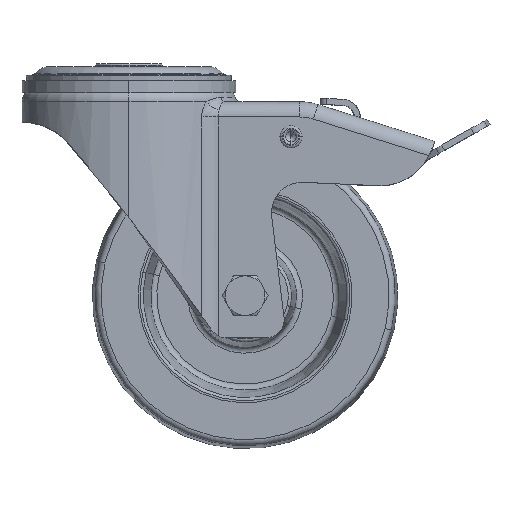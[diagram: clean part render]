
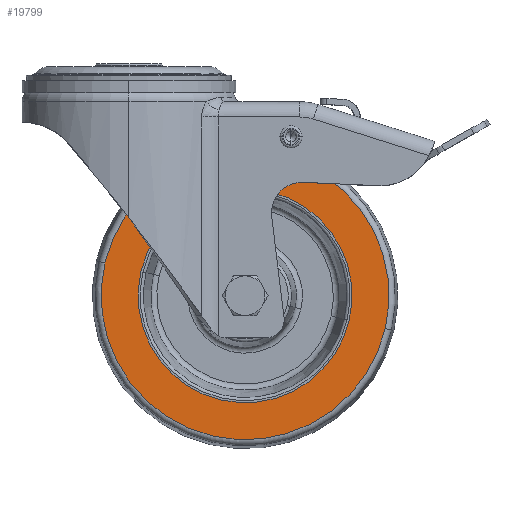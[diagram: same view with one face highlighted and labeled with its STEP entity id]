
A CAD part, top view. The second image highlights one B-rep face of the part: STEP entity #19799.
In plain terms, the highlighted planar face has unit normal (0, 0, 1).
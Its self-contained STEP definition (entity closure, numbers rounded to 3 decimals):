
#925 = CARTESIAN_POINT ( 'NONE',  ( 83.869, -86.733, 18. ) ) ;
#1812 = VERTEX_POINT ( 'NONE', #17588 ) ;
#2258 = DIRECTION ( 'NONE',  ( 0., 0., 1. ) ) ;
#2506 = EDGE_CURVE ( 'NONE', #1812, #16219, #50682, .T. ) ;
#2758 = CARTESIAN_POINT ( 'NONE',  ( 38., -76., 18. ) ) ;
#3653 = CARTESIAN_POINT ( 'NONE',  ( 45.974, -41.921, 18. ) ) ;
#5025 = DIRECTION ( 'NONE',  ( 0.974, -0.228, 0. ) ) ;
#5393 = CARTESIAN_POINT ( 'NONE',  ( -7.869, -65.267, 18. ) ) ;
#5922 = ORIENTED_EDGE ( 'NONE', *, *, #2506, .F. ) ;
#6074 = EDGE_LOOP ( 'NONE', ( #28863, #30895 ) ) ;
#9269 = CIRCLE ( 'NONE', #46431, 47.108 ) ;
#9344 = CARTESIAN_POINT ( 'NONE',  ( 38., -76., 18. ) ) ;
#15006 = AXIS2_PLACEMENT_3D ( 'NONE', #22113, #2258, #41672 ) ;
#15499 = DIRECTION ( 'NONE',  ( -0.974, 0.228, 0. ) ) ;
#16041 = VERTEX_POINT ( 'NONE', #925 ) ;
#16219 = VERTEX_POINT ( 'NONE', #23643 ) ;
#17533 = CIRCLE ( 'NONE', #15006, 35. ) ;
#17588 = CARTESIAN_POINT ( 'NONE',  ( 3.921, -68.026, 18. ) ) ;
#19799 = ADVANCED_FACE ( 'NONE', ( #26133, #42236 ), #22166, .F. ) ;
#20202 = AXIS2_PLACEMENT_3D ( 'NONE', #2758, #50424, #26807 ) ;
#22113 = CARTESIAN_POINT ( 'NONE',  ( 38., -76., 18. ) ) ;
#22166 = PLANE ( 'NONE',  #22355 ) ;
#22355 = AXIS2_PLACEMENT_3D ( 'NONE', #3653, #27427, #15499 ) ;
#23643 = CARTESIAN_POINT ( 'NONE',  ( 72.079, -83.974, 18. ) ) ;
#24330 = DIRECTION ( 'NONE',  ( 0., 0., 1. ) ) ;
#25745 = CIRCLE ( 'NONE', #29226, 47.108 ) ;
#26133 = FACE_BOUND ( 'NONE', #26832, .T. ) ;
#26259 = DIRECTION ( 'NONE',  ( 0., 0., 1. ) ) ;
#26807 = DIRECTION ( 'NONE',  ( 0.974, -0.228, 0. ) ) ;
#26832 = EDGE_LOOP ( 'NONE', ( #39505, #5922 ) ) ;
#27427 = DIRECTION ( 'NONE',  ( 0., 0., -1. ) ) ;
#28802 = CARTESIAN_POINT ( 'NONE',  ( 38., -76., 18. ) ) ;
#28863 = ORIENTED_EDGE ( 'NONE', *, *, #41566, .T. ) ;
#29226 = AXIS2_PLACEMENT_3D ( 'NONE', #9344, #26259, #50385 ) ;
#29274 = EDGE_CURVE ( 'NONE', #49583, #16041, #9269, .T. ) ;
#30895 = ORIENTED_EDGE ( 'NONE', *, *, #29274, .T. ) ;
#39505 = ORIENTED_EDGE ( 'NONE', *, *, #44019, .F. ) ;
#41566 = EDGE_CURVE ( 'NONE', #16041, #49583, #25745, .T. ) ;
#41672 = DIRECTION ( 'NONE',  ( 0.974, -0.228, 0. ) ) ;
#42236 = FACE_OUTER_BOUND ( 'NONE', #6074, .T. ) ;
#44019 = EDGE_CURVE ( 'NONE', #16219, #1812, #17533, .T. ) ;
#46431 = AXIS2_PLACEMENT_3D ( 'NONE', #28802, #24330, #5025 ) ;
#49583 = VERTEX_POINT ( 'NONE', #5393 ) ;
#50385 = DIRECTION ( 'NONE',  ( 0.974, -0.228, 0. ) ) ;
#50424 = DIRECTION ( 'NONE',  ( 0., 0., 1. ) ) ;
#50682 = CIRCLE ( 'NONE', #20202, 35. ) ;
